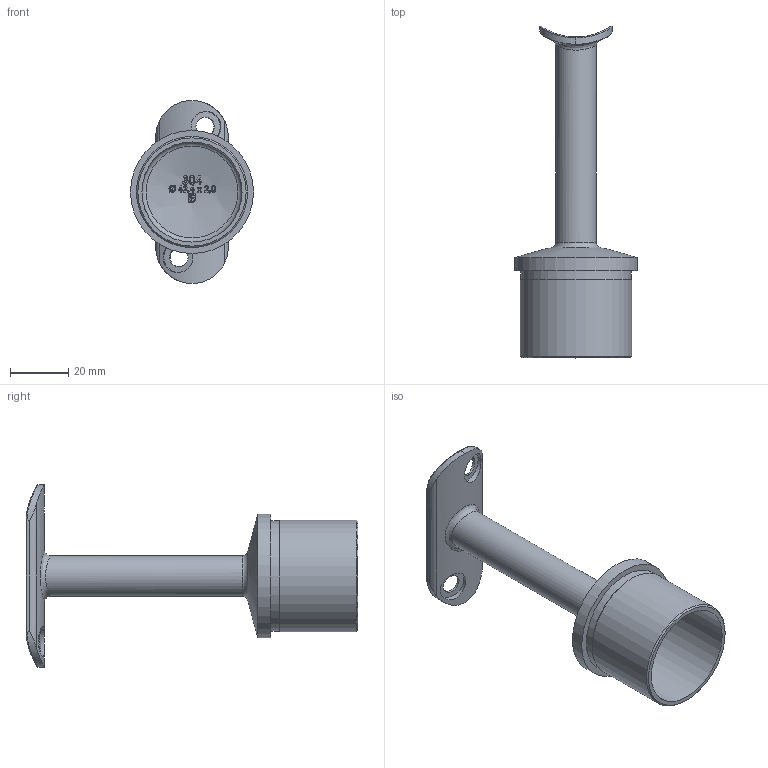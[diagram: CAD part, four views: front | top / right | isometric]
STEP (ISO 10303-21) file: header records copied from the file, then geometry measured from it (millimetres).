
FILE_DESCRIPTION (( 'STEP AP203' ), '1' );
FILE_NAME ('60421-240.step', '2021-08-18T11:12:52', ( '' ), ( '' ), 'SwSTEP 2.0', 'SolidWorks 2018', '' );
FILE_SCHEMA (( 'CONFIG_CONTROL_DESIGN' ));
Length unit declared in the file: millimetre
Products named in the file (2): 60421-240
Bounding box: 42.4 x 114.3 x 63 mm (x, y, z)
Volume: 27034.1 mm3; surface area: 16681.3 mm2
Topology: 1 solids, 1 shells, 533 faces, 1400 edges, 930 vertices
Faces by surface type: plane 268, bspline 187, cylinder 53, sphere 22, torus 2, cone 1
Full cylindrical faces by diameter (mm): 6.5 x2, 10.5 x2, 14 x1, 34.5 x1, 37.9 x1, 38.3 x1, 42.4 x1
Entity records: 25610 total; most frequent: CARTESIAN_POINT 13474, ORIENTED_EDGE 2774, DIRECTION 1995, EDGE_CURVE 1387, VERTEX_POINT 930, AXIS2_PLACEMENT_3D 708, EDGE_LOOP 611, VECTOR 579
